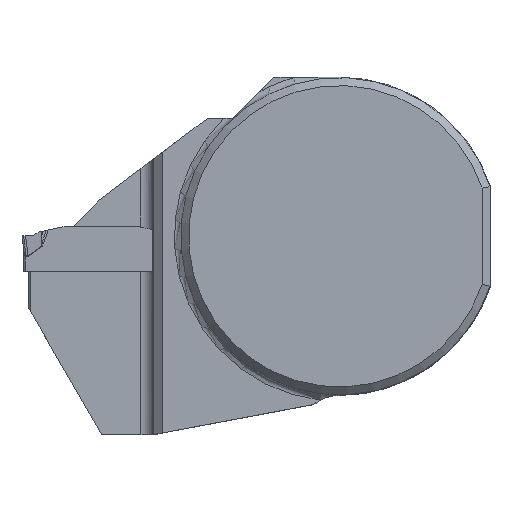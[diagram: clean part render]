
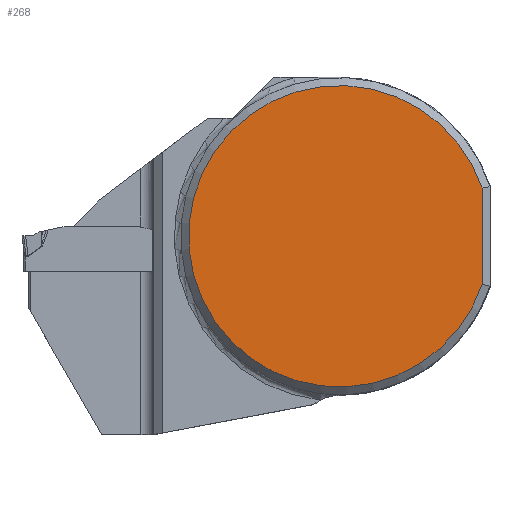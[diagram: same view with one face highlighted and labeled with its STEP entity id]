
A CAD part, top view. The second image highlights one B-rep face of the part: STEP entity #268.
In plain terms, the highlighted planar face has unit normal (0, 0, 1).
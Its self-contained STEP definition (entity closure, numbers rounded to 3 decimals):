
#210=PLANE('',#2071);
#268=ADVANCED_FACE('',(#399),#210,.F.);
#399=FACE_OUTER_BOUND('',#509,.T.);
#509=EDGE_LOOP('',(#942,#943));
#638=LINE('',#2677,#786);
#786=VECTOR('',#2237,1.);
#942=ORIENTED_EDGE('',*,*,#1691,.F.);
#943=ORIENTED_EDGE('',*,*,#1692,.T.);
#1512=VERTEX_POINT('',#2678);
#1513=VERTEX_POINT('',#2679);
#1691=EDGE_CURVE('',#1512,#1513,#638,.T.);
#1692=EDGE_CURVE('',#1512,#1513,#1968,.T.);
#1968=CIRCLE('',#2070,19.);
#2070=AXIS2_PLACEMENT_3D('',#2680,#2238,#2239);
#2071=AXIS2_PLACEMENT_3D('',#2681,#2240,#2241);
#2237=DIRECTION('',(0.,-1.,0.));
#2238=DIRECTION('',(0.,0.,1.));
#2239=DIRECTION('',(-1.,0.,0.));
#2240=DIRECTION('',(0.,0.,-1.));
#2241=DIRECTION('',(-1.,0.,0.));
#2677=CARTESIAN_POINT('',(18.,0.,0.325));
#2678=CARTESIAN_POINT('',(18.,6.083,0.325));
#2679=CARTESIAN_POINT('',(18.,-6.083,0.325));
#2680=CARTESIAN_POINT('',(0.,0.,0.325));
#2681=CARTESIAN_POINT('',(0.,0.,0.325));
